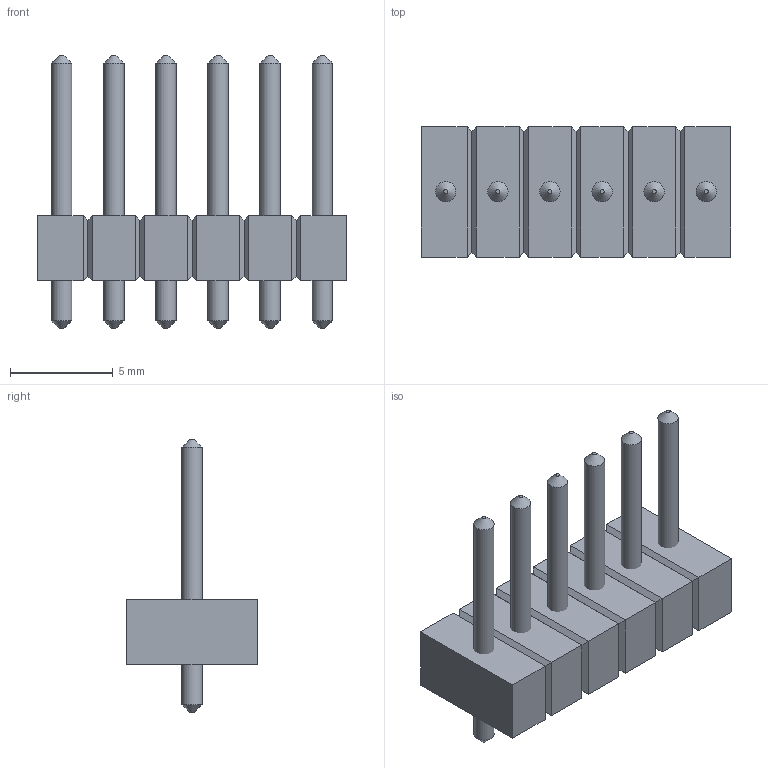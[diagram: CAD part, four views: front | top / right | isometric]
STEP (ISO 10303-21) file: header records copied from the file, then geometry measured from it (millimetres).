
FILE_DESCRIPTION(('FreeCAD Model'),'2;1');
FILE_NAME('245002.1.1.stp','2020-04-08T01:55:05',( 'Author'),(''),'Open CASCADE STEP processor 6.9','FreeCAD','Unknown' );
FILE_SCHEMA(('AUTOMOTIVE_DESIGN { 1 0 10303 214 1 1 1 1 }'));
Length unit declared in the file: millimetre
Products named in the file (3): ASSEMBLY; Body; LeadsArray
Assembly tree (2 placements, depth 2):
  ASSEMBLY
    Body
    LeadsArray
Bounding box: 15.09 x 6.35 x 13.34 mm (x, y, z)
Volume: 359.5 mm3; surface area: 589.9 mm2
Topology: 7 solids, 7 shells, 96 faces, 174 edges, 92 vertices
Faces by surface type: plane 78, cone 12, cylinder 6
Full cylindrical faces by diameter (mm): 0.99 x6
Entity records: 4485 total; most frequent: CARTESIAN_POINT 817, DIRECTION 640, LINE 382, VECTOR 382, ORIENTED_EDGE 348, PCURVE 348, DEFINITIONAL_REPRESENTATION 348, EDGE_CURVE 174
